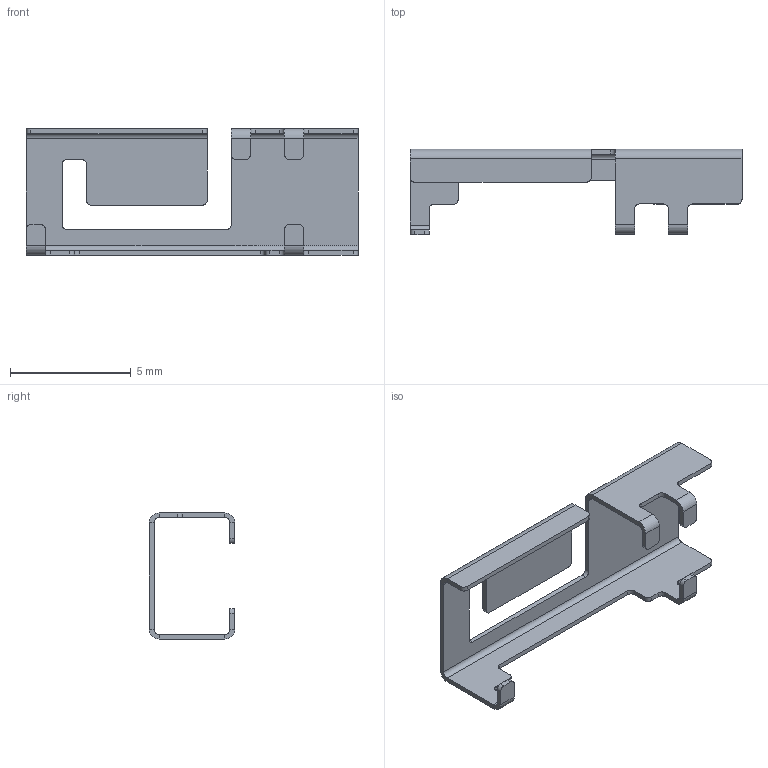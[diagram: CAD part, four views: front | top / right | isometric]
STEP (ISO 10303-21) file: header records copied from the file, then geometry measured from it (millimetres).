
FILE_DESCRIPTION (( 'STEP AP203' ), '1' );
FILE_NAME ('440-00-160321.STEP', '2016-03-21T12:25:22', ( '' ), ( '' ), 'SwSTEP 2.0', 'SolidWorks 2010', '' );
FILE_SCHEMA (( 'CONFIG_CONTROL_DESIGN' ));
Length unit declared in the file: millimetre
Products named in the file (1): 440-00-160321
Bounding box: 13.75 x 3.53 x 5.23 mm (x, y, z)
Volume: 20.7 mm3; surface area: 224.8 mm2
Topology: 1 solids, 1 shells, 114 faces, 280 edges, 168 vertices
Faces by surface type: plane 72, cylinder 42
Entity records: 3377 total; most frequent: DIRECTION 594, CARTESIAN_POINT 563, ORIENTED_EDGE 560, EDGE_CURVE 280, AXIS2_PLACEMENT_3D 199, VECTOR 196, LINE 196, VERTEX_POINT 168
